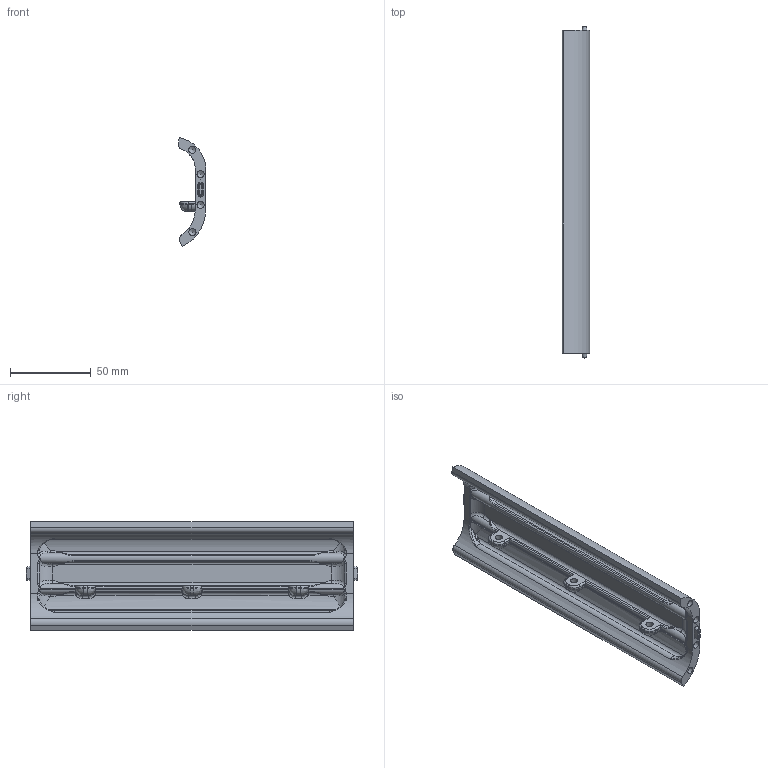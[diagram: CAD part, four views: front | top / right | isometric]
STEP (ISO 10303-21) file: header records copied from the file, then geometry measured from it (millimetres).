
FILE_DESCRIPTION(/* description */ (''),/* implementation_level */ '2;1');
FILE_NAME(/* name */ 'side plate.step',/* time_stamp */ '2022-03-09T12:30:35-08:00',/* author */ (''),/* organization */ (''),/* preprocessor_version */ 'ST-DEVELOPER v18.1',/* originating_system */ 'Autodesk Translation Framework v10.13.0.1454',/* authorisation */ '');
FILE_SCHEMA (('AUTOMOTIVE_DESIGN { 1 0 10303 214 3 1 1 }'));
Length unit declared in the file: millimetre
Products named in the file (1): side plate
Bounding box: 17.09 x 205.6 x 67.41 mm (x, y, z)
Volume: 63525.9 mm3; surface area: 38850.5 mm2
Topology: 1 solids, 1 shells, 379 faces, 954 edges, 558 vertices
Faces by surface type: bspline 188, cylinder 121, plane 39, torus 19, cone 12
Full cylindrical faces by diameter (mm): 4.4 x8, 4.5 x3
Entity records: 19951 total; most frequent: CARTESIAN_POINT 12332, ORIENTED_EDGE 1852, DIRECTION 1134, EDGE_CURVE 926, VERTEX_POINT 558, AXIS2_PLACEMENT_3D 464, B_SPLINE_CURVE_WITH_KNOTS 448, EDGE_LOOP 394
